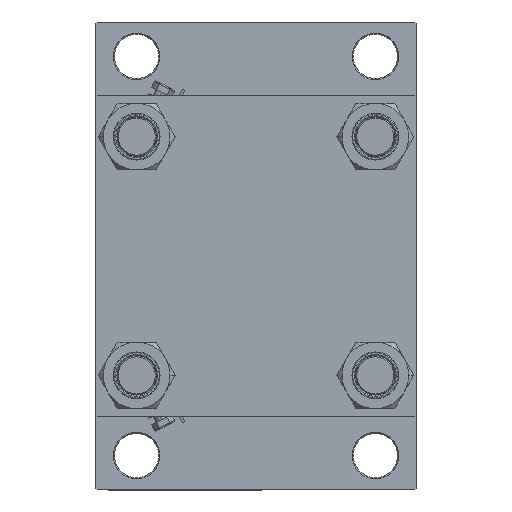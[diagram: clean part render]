
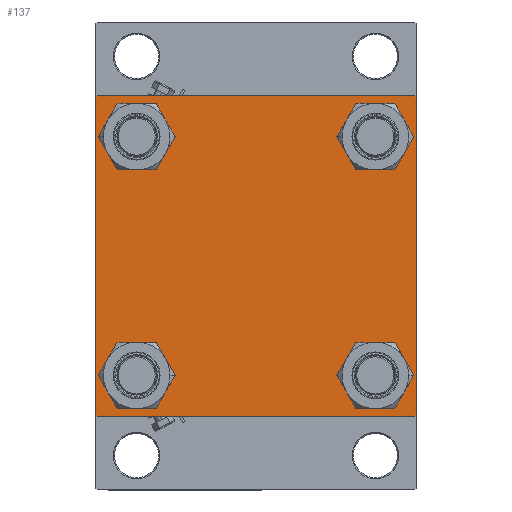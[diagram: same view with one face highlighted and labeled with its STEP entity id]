
A CAD part, left-side view. The second image highlights one B-rep face of the part: STEP entity #137.
In plain terms, the highlighted planar face has unit normal (-1, 0, 0).
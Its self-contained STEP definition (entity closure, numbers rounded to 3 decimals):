
#121 = AXIS2_PLACEMENT_3D ( 'NONE', #42815, #385, #34906 ) ;
#137 = ADVANCED_FACE ( 'NONE', ( #19657, #42362, #880, #31232, #37912 ), #15714, .T. ) ;
#352 = EDGE_CURVE ( 'NONE', #30111, #42662, #3790, .T. ) ;
#385 = DIRECTION ( 'NONE',  ( 1., 0., 0. ) ) ;
#602 = ORIENTED_EDGE ( 'NONE', *, *, #25503, .T. ) ;
#619 = DIRECTION ( 'NONE',  ( 0., 0., 1. ) ) ;
#634 = CARTESIAN_POINT ( 'NONE',  ( 0., -48.45, 56.95 ) ) ;
#880 = FACE_BOUND ( 'NONE', #24812, .T. ) ;
#1012 = VERTEX_POINT ( 'NONE', #29604 ) ;
#1388 = CARTESIAN_POINT ( 'NONE',  ( 0., 48.45, 48.45 ) ) ;
#1430 = CARTESIAN_POINT ( 'NONE',  ( 0., 48.45, -48.45 ) ) ;
#1870 = DIRECTION ( 'NONE',  ( 0., 0., 1. ) ) ;
#2083 = AXIS2_PLACEMENT_3D ( 'NONE', #48766, #26541, #619 ) ;
#2180 = AXIS2_PLACEMENT_3D ( 'NONE', #44040, #48486, #47734 ) ;
#2653 = ORIENTED_EDGE ( 'NONE', *, *, #14941, .T. ) ;
#2660 = LINE ( 'NONE', #40684, #42436 ) ;
#2684 = AXIS2_PLACEMENT_3D ( 'NONE', #34583, #27652, #12117 ) ;
#2817 = ORIENTED_EDGE ( 'NONE', *, *, #11925, .T. ) ;
#3118 = DIRECTION ( 'NONE',  ( 0., -1., 0. ) ) ;
#3240 = ORIENTED_EDGE ( 'NONE', *, *, #9479, .T. ) ;
#3790 = CIRCLE ( 'NONE', #2180, 8.5 ) ;
#3807 = EDGE_CURVE ( 'NONE', #35032, #37888, #38006, .T. ) ;
#4088 = EDGE_CURVE ( 'NONE', #20768, #6302, #2660, .T. ) ;
#4108 = EDGE_CURVE ( 'NONE', #27052, #6302, #25611, .T. ) ;
#4262 = CIRCLE ( 'NONE', #2684, 8.5 ) ;
#5486 = CARTESIAN_POINT ( 'NONE',  ( 0., -48.45, -56.95 ) ) ;
#6271 = ORIENTED_EDGE ( 'NONE', *, *, #3807, .T. ) ;
#6302 = VERTEX_POINT ( 'NONE', #9861 ) ;
#6759 = DIRECTION ( 'NONE',  ( 0., 0., 1. ) ) ;
#6860 = DIRECTION ( 'NONE',  ( 0., 0., -1. ) ) ;
#7205 = ORIENTED_EDGE ( 'NONE', *, *, #20243, .T. ) ;
#7218 = CARTESIAN_POINT ( 'NONE',  ( 0., 65., -64.5 ) ) ;
#7450 = ORIENTED_EDGE ( 'NONE', *, *, #36607, .T. ) ;
#7810 = DIRECTION ( 'NONE',  ( 0., 0., 1. ) ) ;
#7951 = AXIS2_PLACEMENT_3D ( 'NONE', #26260, #14664, #6759 ) ;
#8368 = EDGE_CURVE ( 'NONE', #42662, #30111, #9762, .T. ) ;
#9479 = EDGE_CURVE ( 'NONE', #13392, #37459, #16605, .T. ) ;
#9762 = CIRCLE ( 'NONE', #37356, 8.5 ) ;
#9861 = CARTESIAN_POINT ( 'NONE',  ( 0., -65., -64.5 ) ) ;
#10263 = CARTESIAN_POINT ( 'NONE',  ( 0., -48.45, -48.45 ) ) ;
#10433 = CIRCLE ( 'NONE', #21460, 8.5 ) ;
#11925 = EDGE_CURVE ( 'NONE', #37459, #13392, #10433, .T. ) ;
#12117 = DIRECTION ( 'NONE',  ( 0., 0., 1. ) ) ;
#12280 = LINE ( 'NONE', #15756, #19867 ) ;
#13342 = CARTESIAN_POINT ( 'NONE',  ( 0., 64.75, 64.75 ) ) ;
#13392 = VERTEX_POINT ( 'NONE', #48263 ) ;
#13535 = EDGE_LOOP ( 'NONE', ( #26119, #27245 ) ) ;
#13969 = DIRECTION ( 'NONE',  ( 1., 0., 0. ) ) ;
#14123 = ORIENTED_EDGE ( 'NONE', *, *, #4108, .F. ) ;
#14664 = DIRECTION ( 'NONE',  ( 1., 0., 0. ) ) ;
#14941 = EDGE_CURVE ( 'NONE', #14969, #46733, #30113, .T. ) ;
#14969 = VERTEX_POINT ( 'NONE', #634 ) ;
#15003 = CARTESIAN_POINT ( 'NONE',  ( 0., -65., 65. ) ) ;
#15714 = PLANE ( 'NONE',  #27410 ) ;
#15756 = CARTESIAN_POINT ( 'NONE',  ( 0., 64.75, -64.75 ) ) ;
#16605 = CIRCLE ( 'NONE', #7951, 8.5 ) ;
#17664 = LINE ( 'NONE', #37410, #40642 ) ;
#17680 = LINE ( 'NONE', #25582, #46408 ) ;
#17825 = CIRCLE ( 'NONE', #2083, 8.5 ) ;
#17835 = ORIENTED_EDGE ( 'NONE', *, *, #22286, .F. ) ;
#18985 = CARTESIAN_POINT ( 'NONE',  ( 0., -64.5, 65. ) ) ;
#19261 = CARTESIAN_POINT ( 'NONE',  ( 0., 65., 65. ) ) ;
#19657 = FACE_BOUND ( 'NONE', #32303, .T. ) ;
#19867 = VECTOR ( 'NONE', #27339, 1000. ) ;
#19905 = EDGE_CURVE ( 'NONE', #22570, #44115, #4262, .T. ) ;
#19949 = DIRECTION ( 'NONE',  ( 0., 0., 1. ) ) ;
#20243 = EDGE_CURVE ( 'NONE', #44115, #22570, #23204, .T. ) ;
#20253 = ORIENTED_EDGE ( 'NONE', *, *, #38016, .T. ) ;
#20509 = DIRECTION ( 'NONE',  ( 0., 0.707, 0.707 ) ) ;
#20768 = VERTEX_POINT ( 'NONE', #43330 ) ;
#21460 = AXIS2_PLACEMENT_3D ( 'NONE', #1388, #39159, #1870 ) ;
#22286 = EDGE_CURVE ( 'NONE', #1012, #40983, #17664, .T. ) ;
#22398 = DIRECTION ( 'NONE',  ( 0., -0.707, 0.707 ) ) ;
#22447 = EDGE_LOOP ( 'NONE', ( #6271, #7450, #39526, #23974, #14123, #20253, #17835, #602 ) ) ;
#22570 = VERTEX_POINT ( 'NONE', #28188 ) ;
#23175 = DIRECTION ( 'NONE',  ( 1., 0., 0. ) ) ;
#23204 = CIRCLE ( 'NONE', #33443, 8.5 ) ;
#23974 = ORIENTED_EDGE ( 'NONE', *, *, #4088, .T. ) ;
#24074 = CARTESIAN_POINT ( 'NONE',  ( 0., 48.45, 39.95 ) ) ;
#24286 = VECTOR ( 'NONE', #6860, 1000. ) ;
#24589 = DIRECTION ( 'NONE',  ( 0., 0., 1. ) ) ;
#24812 = EDGE_LOOP ( 'NONE', ( #38392, #7205 ) ) ;
#25077 = EDGE_CURVE ( 'NONE', #46733, #14969, #17825, .T. ) ;
#25503 = EDGE_CURVE ( 'NONE', #1012, #35032, #25683, .T. ) ;
#25582 = CARTESIAN_POINT ( 'NONE',  ( 0., 65., -65. ) ) ;
#25611 = LINE ( 'NONE', #15003, #24286 ) ;
#25683 = LINE ( 'NONE', #13342, #36783 ) ;
#26119 = ORIENTED_EDGE ( 'NONE', *, *, #352, .T. ) ;
#26260 = CARTESIAN_POINT ( 'NONE',  ( 0., 48.45, 48.45 ) ) ;
#26541 = DIRECTION ( 'NONE',  ( 1., 0., 0. ) ) ;
#27000 = CARTESIAN_POINT ( 'NONE',  ( 0., 48.45, -56.95 ) ) ;
#27052 = VERTEX_POINT ( 'NONE', #32003 ) ;
#27245 = ORIENTED_EDGE ( 'NONE', *, *, #8368, .T. ) ;
#27339 = DIRECTION ( 'NONE',  ( 0., -0.707, -0.707 ) ) ;
#27410 = AXIS2_PLACEMENT_3D ( 'NONE', #37672, #45335, #7810 ) ;
#27652 = DIRECTION ( 'NONE',  ( 1., 0., 0. ) ) ;
#28188 = CARTESIAN_POINT ( 'NONE',  ( 0., 48.45, -39.95 ) ) ;
#29604 = CARTESIAN_POINT ( 'NONE',  ( 0., 64.5, 65. ) ) ;
#30111 = VERTEX_POINT ( 'NONE', #45912 ) ;
#30113 = CIRCLE ( 'NONE', #121, 8.5 ) ;
#31232 = FACE_BOUND ( 'NONE', #33075, .T. ) ;
#32003 = CARTESIAN_POINT ( 'NONE',  ( 0., -65., 64.5 ) ) ;
#32106 = CARTESIAN_POINT ( 'NONE',  ( 0., -64.75, 64.75 ) ) ;
#32303 = EDGE_LOOP ( 'NONE', ( #2653, #33706 ) ) ;
#33075 = EDGE_LOOP ( 'NONE', ( #3240, #2817 ) ) ;
#33443 = AXIS2_PLACEMENT_3D ( 'NONE', #1430, #23175, #19949 ) ;
#33624 = EDGE_CURVE ( 'NONE', #47610, #20768, #17680, .T. ) ;
#33706 = ORIENTED_EDGE ( 'NONE', *, *, #25077, .T. ) ;
#34302 = DIRECTION ( 'NONE',  ( 0., 0., -1. ) ) ;
#34583 = CARTESIAN_POINT ( 'NONE',  ( 0., 48.45, -48.45 ) ) ;
#34906 = DIRECTION ( 'NONE',  ( 0., 0., 1. ) ) ;
#35032 = VERTEX_POINT ( 'NONE', #39372 ) ;
#36607 = EDGE_CURVE ( 'NONE', #37888, #47610, #12280, .T. ) ;
#36783 = VECTOR ( 'NONE', #43468, 1000. ) ;
#37267 = VECTOR ( 'NONE', #20509, 1000. ) ;
#37356 = AXIS2_PLACEMENT_3D ( 'NONE', #10263, #13969, #24589 ) ;
#37410 = CARTESIAN_POINT ( 'NONE',  ( 0., 65., 65. ) ) ;
#37459 = VERTEX_POINT ( 'NONE', #24074 ) ;
#37672 = CARTESIAN_POINT ( 'NONE',  ( 0., 0., 0. ) ) ;
#37888 = VERTEX_POINT ( 'NONE', #7218 ) ;
#37912 = FACE_OUTER_BOUND ( 'NONE', #22447, .T. ) ;
#38006 = LINE ( 'NONE', #19261, #48703 ) ;
#38016 = EDGE_CURVE ( 'NONE', #27052, #40983, #43462, .T. ) ;
#38392 = ORIENTED_EDGE ( 'NONE', *, *, #19905, .T. ) ;
#39159 = DIRECTION ( 'NONE',  ( 1., 0., 0. ) ) ;
#39372 = CARTESIAN_POINT ( 'NONE',  ( 0., 65., 64.5 ) ) ;
#39526 = ORIENTED_EDGE ( 'NONE', *, *, #33624, .T. ) ;
#40542 = CARTESIAN_POINT ( 'NONE',  ( 0., 64.5, -65. ) ) ;
#40642 = VECTOR ( 'NONE', #3118, 1000. ) ;
#40684 = CARTESIAN_POINT ( 'NONE',  ( 0., -64.75, -64.75 ) ) ;
#40983 = VERTEX_POINT ( 'NONE', #18985 ) ;
#42362 = FACE_BOUND ( 'NONE', #13535, .T. ) ;
#42436 = VECTOR ( 'NONE', #22398, 1000. ) ;
#42662 = VERTEX_POINT ( 'NONE', #5486 ) ;
#42815 = CARTESIAN_POINT ( 'NONE',  ( 0., -48.45, 48.45 ) ) ;
#43330 = CARTESIAN_POINT ( 'NONE',  ( 0., -64.5, -65. ) ) ;
#43462 = LINE ( 'NONE', #32106, #37267 ) ;
#43468 = DIRECTION ( 'NONE',  ( 0., 0.707, -0.707 ) ) ;
#44040 = CARTESIAN_POINT ( 'NONE',  ( 0., -48.45, -48.45 ) ) ;
#44115 = VERTEX_POINT ( 'NONE', #27000 ) ;
#45271 = DIRECTION ( 'NONE',  ( 0., -1., 0. ) ) ;
#45335 = DIRECTION ( 'NONE',  ( -1., 0., 0. ) ) ;
#45912 = CARTESIAN_POINT ( 'NONE',  ( 0., -48.45, -39.95 ) ) ;
#46408 = VECTOR ( 'NONE', #45271, 1000. ) ;
#46733 = VERTEX_POINT ( 'NONE', #48023 ) ;
#47610 = VERTEX_POINT ( 'NONE', #40542 ) ;
#47734 = DIRECTION ( 'NONE',  ( 0., 0., 1. ) ) ;
#48023 = CARTESIAN_POINT ( 'NONE',  ( 0., -48.45, 39.95 ) ) ;
#48263 = CARTESIAN_POINT ( 'NONE',  ( 0., 48.45, 56.95 ) ) ;
#48486 = DIRECTION ( 'NONE',  ( 1., 0., 0. ) ) ;
#48703 = VECTOR ( 'NONE', #34302, 1000. ) ;
#48766 = CARTESIAN_POINT ( 'NONE',  ( 0., -48.45, 48.45 ) ) ;
